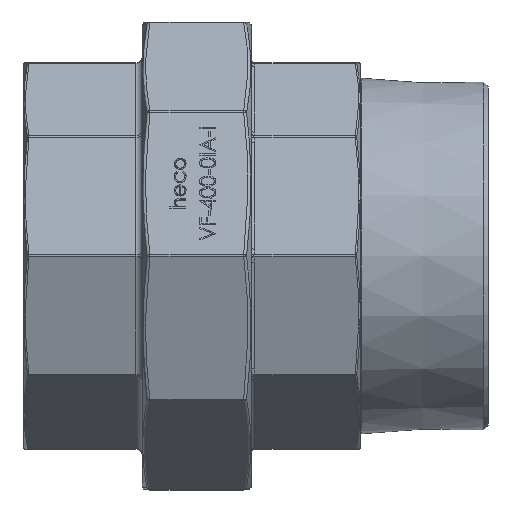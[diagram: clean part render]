
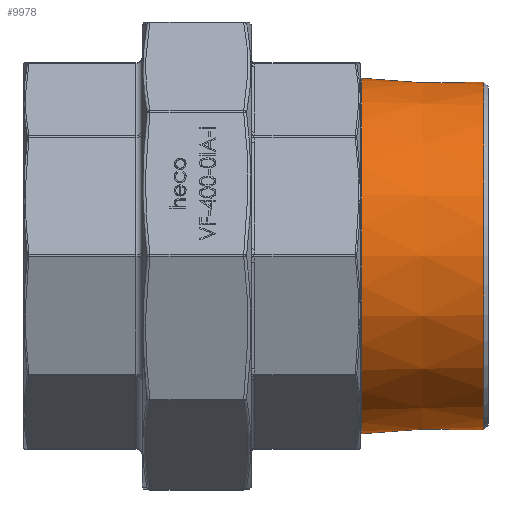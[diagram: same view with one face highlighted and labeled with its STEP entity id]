
A CAD part, top view. The second image highlights one B-rep face of the part: STEP entity #9978.
In plain terms, the highlighted conical face has half-angle 1.79 degrees and reference radius 56.515 mm.
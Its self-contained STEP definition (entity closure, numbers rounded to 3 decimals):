
#1243 = CARTESIAN_POINT ( 'NONE',  ( 48.484, 0., 56.987 ) ) ;
#2294 = AXIS2_PLACEMENT_3D ( 'NONE', #6867, #21805, #18197 ) ;
#2403 = EDGE_CURVE ( 'NONE', #9867, #9867, #12940, .T. ) ;
#5485 = FACE_BOUND ( 'NONE', #16774, .T. ) ;
#6581 = EDGE_CURVE ( 'NONE', #7009, #7009, #13327, .T. ) ;
#6867 = CARTESIAN_POINT ( 'NONE',  ( 87.472, 0., 0. ) ) ;
#7009 = VERTEX_POINT ( 'NONE', #1243 ) ;
#7100 = ORIENTED_EDGE ( 'NONE', *, *, #6581, .T. ) ;
#7676 = DIRECTION ( 'NONE',  ( -1., 0., 0. ) ) ;
#9322 = AXIS2_PLACEMENT_3D ( 'NONE', #14990, #7676, #11421 ) ;
#9426 = ORIENTED_EDGE ( 'NONE', *, *, #2403, .T. ) ;
#9641 = CARTESIAN_POINT ( 'NONE',  ( 48.484, 0., 0. ) ) ;
#9867 = VERTEX_POINT ( 'NONE', #22929 ) ;
#9978 = ADVANCED_FACE ( 'NONE', ( #13402, #5485 ), #21931, .T. ) ;
#11421 = DIRECTION ( 'NONE',  ( 0., 0., 1. ) ) ;
#11614 = DIRECTION ( 'NONE',  ( 0., 0., 1. ) ) ;
#12940 = CIRCLE ( 'NONE', #2294, 55.769 ) ;
#13168 = EDGE_LOOP ( 'NONE', ( #7100 ) ) ;
#13327 = CIRCLE ( 'NONE', #19595, 56.987 ) ;
#13402 = FACE_OUTER_BOUND ( 'NONE', #13168, .T. ) ;
#14990 = CARTESIAN_POINT ( 'NONE',  ( 63.6, 0., 0. ) ) ;
#16774 = EDGE_LOOP ( 'NONE', ( #9426 ) ) ;
#18197 = DIRECTION ( 'NONE',  ( 0., 0., 1. ) ) ;
#18974 = DIRECTION ( 'NONE',  ( 1., 0., 0. ) ) ;
#19595 = AXIS2_PLACEMENT_3D ( 'NONE', #9641, #18974, #11614 ) ;
#21805 = DIRECTION ( 'NONE',  ( -1., 0., 0. ) ) ;
#21931 = CONICAL_SURFACE ( 'NONE', #9322, 56.515, 0.031 ) ;
#22929 = CARTESIAN_POINT ( 'NONE',  ( 87.472, 0., 55.769 ) ) ;
